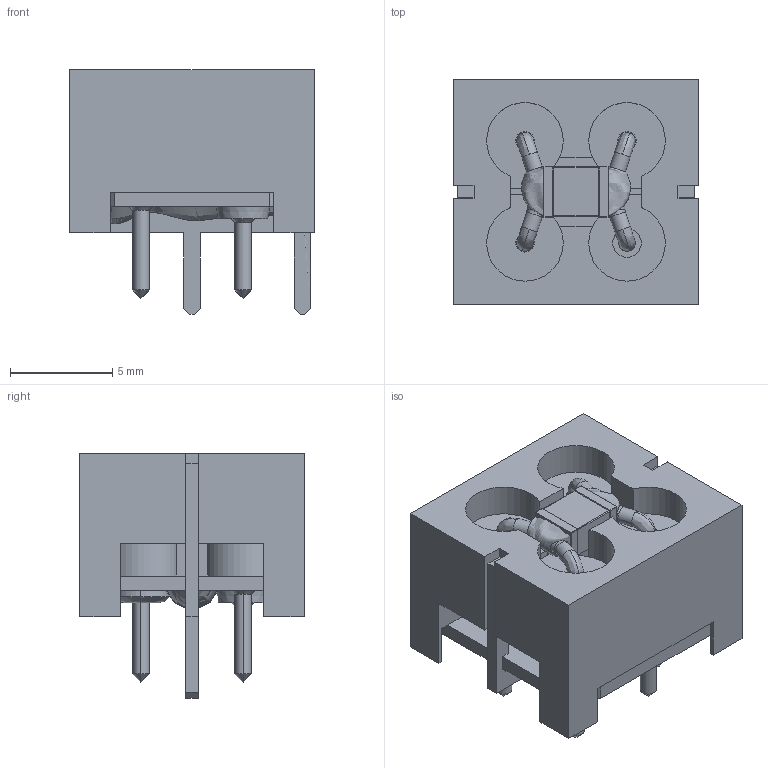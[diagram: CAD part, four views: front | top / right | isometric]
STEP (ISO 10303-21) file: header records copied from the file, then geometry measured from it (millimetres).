
FILE_DESCRIPTION (( 'STEP AP214' ), '1' );
FILE_NAME ('User Library-BNX012-01.STEP', '2020-03-16T16:02:14', ( '' ), ( '' ), 'SwSTEP 2.0', 'SolidWorks 2019', '' );
FILE_SCHEMA (( 'AUTOMOTIVE_DESIGN' ));
Length unit declared in the file: millimetre
Products named in the file (1): User Library-BNX012-01
Bounding box: 12 x 11 x 12 mm (x, y, z)
Volume: 751.2 mm3; surface area: 1121.3 mm2
Topology: 1 solids, 1 shells, 260 faces, 706 edges, 426 vertices
Faces by surface type: plane 124, cylinder 86, bspline 36, cone 14
Entity records: 16973 total; most frequent: CARTESIAN_POINT 7792, ORIENTED_EDGE 1376, DIRECTION 1238, EDGE_CURVE 688, VERTEX_POINT 426, LINE 416, VECTOR 416, AXIS2_PLACEMENT_3D 411
